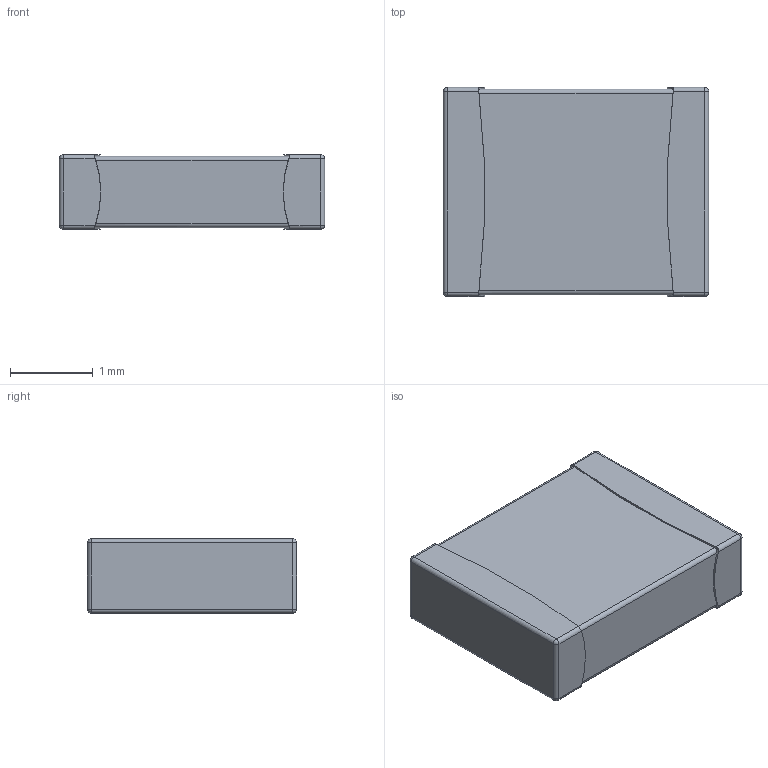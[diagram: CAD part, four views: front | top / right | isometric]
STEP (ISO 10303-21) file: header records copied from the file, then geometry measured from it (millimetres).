
FILE_DESCRIPTION (( 'STEP AP214' ), '1' );
FILE_NAME ('C1210_L3.2-W2.5-H0.9.step', '2022-08-17T01:56:06', ( '' ), ( '' ), 'SwSTEP 2.0', 'SolidWorks 2020', '' );
FILE_SCHEMA (( 'AUTOMOTIVE_DESIGN' ));
Length unit declared in the file: millimetre
Products named in the file (1): C1210_L3.2-W2.5-H0.9
Bounding box: 3.2 x 2.52 x 0.9 mm (x, y, z)
Volume: 6.9 mm3; surface area: 25.8 mm2
Topology: 1 solids, 1 shells, 282 faces, 767 edges, 498 vertices
Faces by surface type: plane 148, bspline 98, cylinder 28, sphere 8
Entity records: 12571 total; most frequent: CARTESIAN_POINT 3134, ORIENTED_EDGE 1518, DIRECTION 937, EDGE_CURVE 759, VERTEX_POINT 498, LINE 471, VECTOR 471, EDGE_LOOP 301
